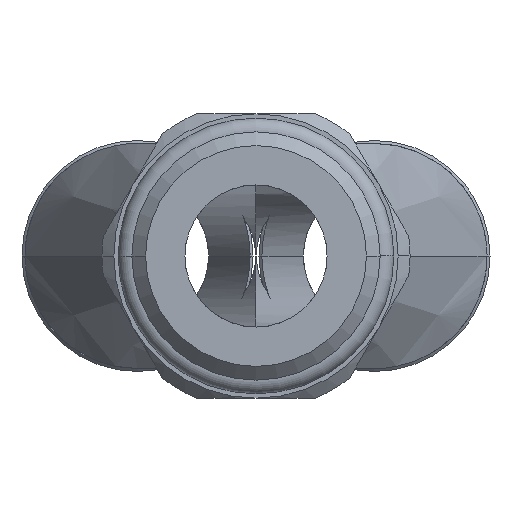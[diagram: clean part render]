
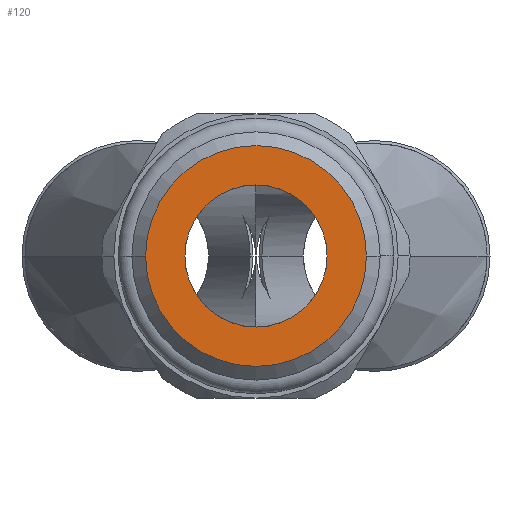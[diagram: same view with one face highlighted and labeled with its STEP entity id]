
A CAD part, front view. The second image highlights one B-rep face of the part: STEP entity #120.
In plain terms, the highlighted planar face has unit normal (0, -1, 0).
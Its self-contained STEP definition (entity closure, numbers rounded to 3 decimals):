
#120=ADVANCED_FACE('',(#319,#320),#321,.T.);
#319=FACE_BOUND('',#574,.T.);
#320=FACE_OUTER_BOUND('',#575,.T.);
#321=PLANE('',#576);
#574=EDGE_LOOP('',(#1280,#1281));
#575=EDGE_LOOP('',(#1282,#1283));
#576=AXIS2_PLACEMENT_3D('',#1284,#1285,#1286);
#1280=ORIENTED_EDGE('',*,*,#1864,.T.);
#1281=ORIENTED_EDGE('',*,*,#1754,.T.);
#1282=ORIENTED_EDGE('',*,*,#1727,.F.);
#1283=ORIENTED_EDGE('',*,*,#1881,.F.);
#1284=CARTESIAN_POINT('',(4.658,0.0,0.0));
#1285=DIRECTION('',(-0.0,-1.0,-0.0));
#1286=DIRECTION('',(-1.0,0.0,0.0));
#1727=EDGE_CURVE('',#2093,#2095,#2096,.T.);
#1754=EDGE_CURVE('',#2138,#2144,#2146,.T.);
#1864=EDGE_CURVE('',#2144,#2138,#2326,.T.);
#1881=EDGE_CURVE('',#2095,#2093,#2348,.T.);
#2093=VERTEX_POINT('',#2769);
#2095=VERTEX_POINT('',#2772);
#2096=CIRCLE('',#2773,9.316);
#2138=VERTEX_POINT('',#2914);
#2144=VERTEX_POINT('',#2921);
#2146=CIRCLE('',#2924,6.0);
#2326=CIRCLE('',#3250,6.0);
#2348=CIRCLE('',#3357,9.316);
#2769=CARTESIAN_POINT('',(9.316,0.0,0.0));
#2772=CARTESIAN_POINT('',(-9.316,0.0,0.));
#2773=AXIS2_PLACEMENT_3D('',#3856,#3857,#3858);
#2914=CARTESIAN_POINT('',(6.0,0.0,0.));
#2921=CARTESIAN_POINT('',(-6.0,0.0,0.));
#2924=AXIS2_PLACEMENT_3D('',#3909,#3910,#3911);
#3250=AXIS2_PLACEMENT_3D('',#4121,#4122,#4123);
#3357=AXIS2_PLACEMENT_3D('',#4160,#4161,#4162);
#3856=CARTESIAN_POINT('',(0.0,0.0,0.0));
#3857=DIRECTION('',(-0.0,1.0,0.0));
#3858=DIRECTION('',(1.0,0.0,0.0));
#3909=CARTESIAN_POINT('',(0.0,0.0,0.0));
#3910=DIRECTION('',(-0.0,1.0,0.0));
#3911=DIRECTION('',(1.0,0.0,0.0));
#4121=CARTESIAN_POINT('',(0.0,0.0,0.0));
#4122=DIRECTION('',(-0.0,1.0,0.0));
#4123=DIRECTION('',(1.0,0.0,0.0));
#4160=CARTESIAN_POINT('',(0.0,0.0,0.0));
#4161=DIRECTION('',(-0.0,1.0,0.0));
#4162=DIRECTION('',(1.0,0.0,0.0));
